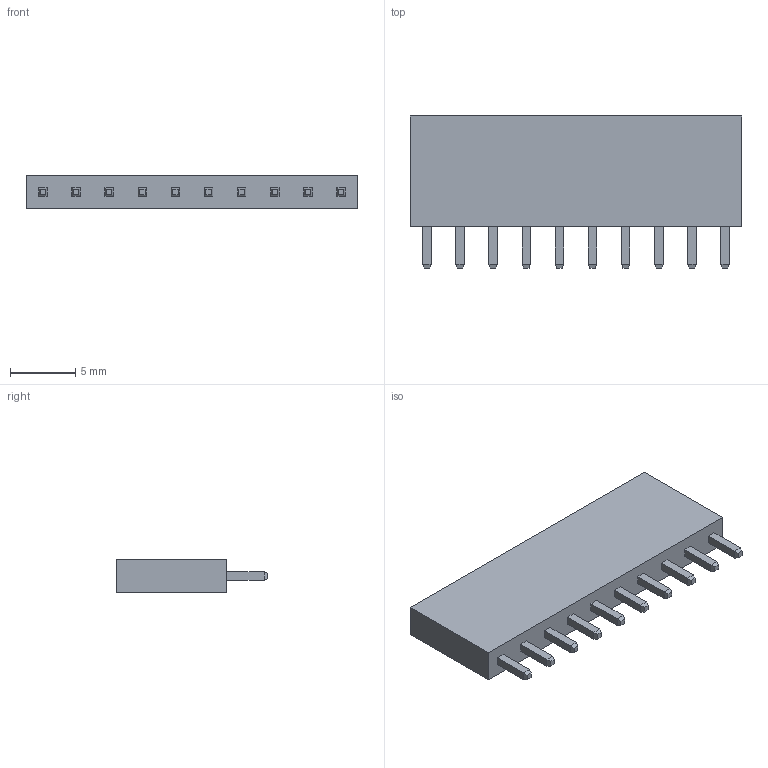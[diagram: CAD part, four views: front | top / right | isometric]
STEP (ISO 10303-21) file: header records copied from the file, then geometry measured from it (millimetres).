
FILE_DESCRIPTION (( 'STEP AP214' ), '1' );
FILE_NAME ('PBS-10.STEP', '2011-05-17T10:38:59', ( 'vpeshkov' ), ( 'licard' ), 'SwSTEP 2.0', 'SolidWorks 2009', '' );
FILE_SCHEMA (( 'AUTOMOTIVE_DESIGN' ));
Length unit declared in the file: millimetre
Products named in the file (1): PBS-10
Bounding box: 25.4 x 11.65 x 2.54 mm (x, y, z)
Volume: 469.1 mm3; surface area: 972.1 mm2
Topology: 1 solids, 1 shells, 186 faces, 412 edges, 248 vertices
Faces by surface type: plane 186
Entity records: 5940 total; most frequent: CARTESIAN_POINT 847, ORIENTED_EDGE 824, DIRECTION 786, EDGE_CURVE 412, VECTOR 412, LINE 412, VERTEX_POINT 248, EDGE_LOOP 206
